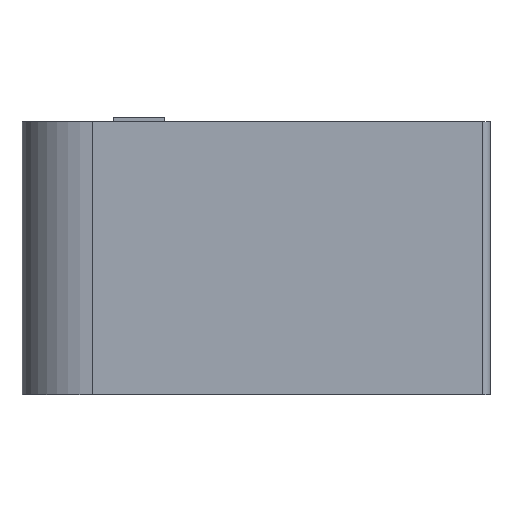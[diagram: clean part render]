
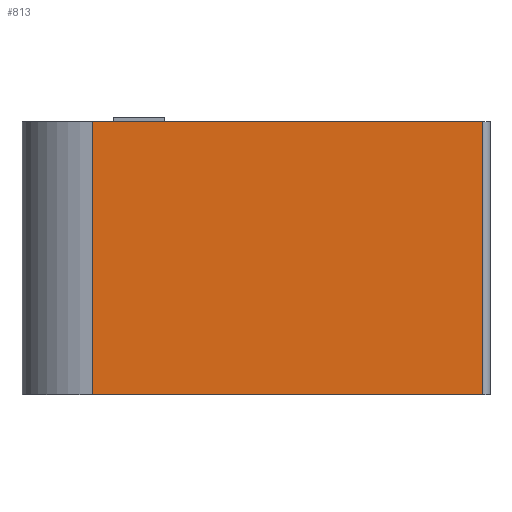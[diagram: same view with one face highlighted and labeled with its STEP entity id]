
A CAD part, front view. The second image highlights one B-rep face of the part: STEP entity #813.
In plain terms, the highlighted planar face has unit normal (0, -1, 0).
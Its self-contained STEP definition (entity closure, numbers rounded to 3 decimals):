
#152=DIRECTION('',(-1.,0.,0.));
#153=VECTOR('',#152,25.);
#154=CARTESIAN_POINT('',(29.5,0.,-1.5));
#155=LINE('',#154,#153);
#218=DIRECTION('',(0.,0.,-1.));
#219=VECTOR('',#218,17.5);
#220=CARTESIAN_POINT('',(29.5,0.,-1.5));
#221=LINE('',#220,#219);
#222=DIRECTION('',(1.,0.,0.));
#223=VECTOR('',#222,25.);
#224=CARTESIAN_POINT('',(4.5,0.,-19.));
#225=LINE('',#224,#223);
#226=DIRECTION('',(0.,0.,-1.));
#227=VECTOR('',#226,17.5);
#228=CARTESIAN_POINT('',(4.5,0.,-1.5));
#229=LINE('',#228,#227);
#456=CARTESIAN_POINT('',(4.5,0.,-19.));
#457=VERTEX_POINT('',#456);
#458=CARTESIAN_POINT('',(29.5,0.,-19.));
#459=VERTEX_POINT('',#458);
#544=CARTESIAN_POINT('',(29.5,0.,-1.5));
#545=CARTESIAN_POINT('',(4.5,0.,-1.5));
#546=VERTEX_POINT('',#544);
#547=VERTEX_POINT('',#545);
#801=CARTESIAN_POINT('',(0.,0.,-3.));
#802=DIRECTION('',(0.,1.,0.));
#803=DIRECTION('',(-1.,0.,0.));
#804=AXIS2_PLACEMENT_3D('',#801,#802,#803);
#805=PLANE('',#804);
#807=ORIENTED_EDGE('',*,*,#806,.F.);
#808=ORIENTED_EDGE('',*,*,#670,.F.);
#809=ORIENTED_EDGE('',*,*,#793,.T.);
#810=ORIENTED_EDGE('',*,*,#569,.F.);
#811=EDGE_LOOP('',(#807,#808,#809,#810));
#812=FACE_OUTER_BOUND('',#811,.F.);
#813=ADVANCED_FACE('',(#812),#805,.F.);
#569=EDGE_CURVE('',#457,#459,#225,.T.);
#670=EDGE_CURVE('',#546,#547,#155,.T.);
#793=EDGE_CURVE('',#546,#459,#221,.T.);
#806=EDGE_CURVE('',#547,#457,#229,.T.);
